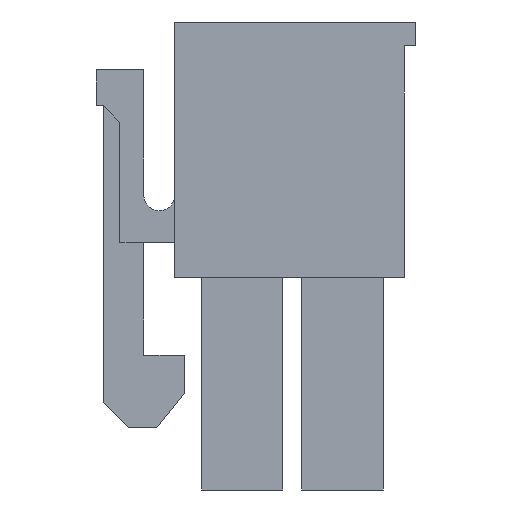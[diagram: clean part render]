
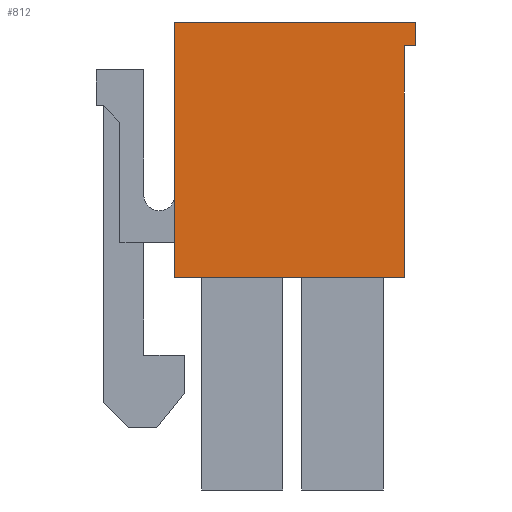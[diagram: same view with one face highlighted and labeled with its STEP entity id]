
A CAD part, left-side view. The second image highlights one B-rep face of the part: STEP entity #812.
In plain terms, the highlighted planar face has unit normal (-1, 0, 0).
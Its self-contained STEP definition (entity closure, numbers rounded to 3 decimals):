
#812 = ADVANCED_FACE( '', ( #1633 ), #1634, .T. );
#1633 = FACE_OUTER_BOUND( '', #2446, .T. );
#1634 = PLANE( '', #2447 );
#2446 = EDGE_LOOP( '', ( #4875, #4876, #4877, #4878, #4879, #4880 ) );
#2447 = AXIS2_PLACEMENT_3D( '', #4881, #4882, #4883 );
#4875 = ORIENTED_EDGE( '', *, *, #4985, .T. );
#4876 = ORIENTED_EDGE( '', *, *, #5418, .F. );
#4877 = ORIENTED_EDGE( '', *, *, #5743, .F. );
#4878 = ORIENTED_EDGE( '', *, *, #5447, .T. );
#4879 = ORIENTED_EDGE( '', *, *, #5781, .T. );
#4880 = ORIENTED_EDGE( '', *, *, #5756, .T. );
#4881 = CARTESIAN_POINT( '', ( -4.8, 0., 0. ) );
#4882 = DIRECTION( '', ( -1., 0., 0. ) );
#4883 = DIRECTION( '', ( 0., 0., 1. ) );
#4985 = EDGE_CURVE( '', #6011, #6009, #6012, .T. );
#5418 = EDGE_CURVE( '', #6706, #6009, #6708, .T. );
#5447 = EDGE_CURVE( '', #6755, #6753, #6756, .T. );
#5743 = EDGE_CURVE( '', #6755, #6706, #7122, .T. );
#5756 = EDGE_CURVE( '', #7137, #6011, #7138, .T. );
#5781 = EDGE_CURVE( '', #6753, #7137, #7168, .T. );
#6009 = VERTEX_POINT( '', #7471 );
#6011 = VERTEX_POINT( '', #7474 );
#6012 = LINE( '', #7475, #7476 );
#6706 = VERTEX_POINT( '', #8514 );
#6708 = LINE( '', #8517, #8518 );
#6753 = VERTEX_POINT( '', #8585 );
#6755 = VERTEX_POINT( '', #8588 );
#6756 = LINE( '', #8589, #8590 );
#7122 = LINE( '', #9155, #9156 );
#7137 = VERTEX_POINT( '', #9179 );
#7138 = LINE( '', #9180, #9181 );
#7168 = LINE( '', #9223, #9224 );
#7471 = CARTESIAN_POINT( '', ( -4.8, -4.8, 4.35 ) );
#7474 = CARTESIAN_POINT( '', ( -4.8, -4.8, -5.35 ) );
#7475 = CARTESIAN_POINT( '', ( -4.8, -4.8, -5.35 ) );
#7476 = VECTOR( '', #9395, 1000. );
#8514 = CARTESIAN_POINT( '', ( -4.8, -5.3, 4.35 ) );
#8517 = CARTESIAN_POINT( '', ( -4.8, -5.3, 4.35 ) );
#8518 = VECTOR( '', #9744, 1000. );
#8585 = CARTESIAN_POINT( '', ( -4.8, 4.8, 5.35 ) );
#8588 = CARTESIAN_POINT( '', ( -4.8, -5.3, 5.35 ) );
#8589 = CARTESIAN_POINT( '', ( -4.8, -4.8, 5.35 ) );
#8590 = VECTOR( '', #9768, 1000. );
#9155 = CARTESIAN_POINT( '', ( -4.8, -5.3, 5.35 ) );
#9156 = VECTOR( '', #9968, 1000. );
#9179 = CARTESIAN_POINT( '', ( -4.8, 4.8, -5.35 ) );
#9180 = CARTESIAN_POINT( '', ( -4.8, 4.8, -5.35 ) );
#9181 = VECTOR( '', #9977, 1000. );
#9223 = CARTESIAN_POINT( '', ( -4.8, 4.8, 5.35 ) );
#9224 = VECTOR( '', #9993, 1000. );
#9395 = DIRECTION( '', ( 0., 0., 1. ) );
#9744 = DIRECTION( '', ( 0., 1., 0. ) );
#9768 = DIRECTION( '', ( 0., 1., 0. ) );
#9968 = DIRECTION( '', ( 0., 0., -1. ) );
#9977 = DIRECTION( '', ( 0., -1., 0. ) );
#9993 = DIRECTION( '', ( 0., 0., -1. ) );
